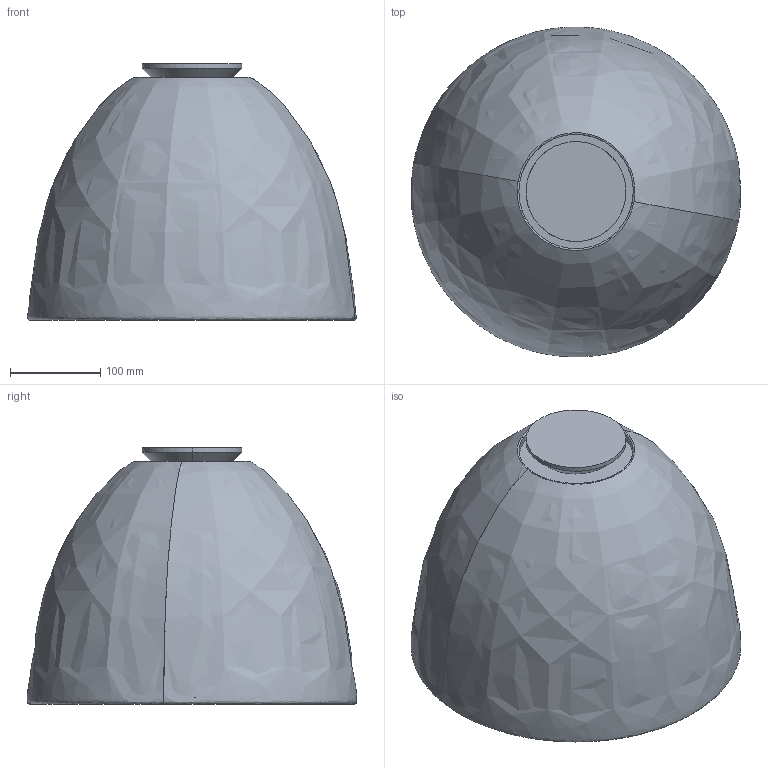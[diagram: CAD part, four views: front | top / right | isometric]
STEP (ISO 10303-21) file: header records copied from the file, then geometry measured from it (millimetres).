
FILE_DESCRIPTION(/* description */ (''),/* implementation_level */ '2;1');
FILE_NAME(/* name */ 'nur mini plafone',/* time_stamp */ '2013-12-13T09:49:01+01:00',/* author */ (''),/* organization */ (''),/* preprocessor_version */ 'ST-DEVELOPER v10',/* originating_system */ '',/* authorisation */ '');
FILE_SCHEMA (('AUTOMOTIVE_DESIGN'));
Length unit declared in the file: millimetre
Products named in the file (1): 1
Bounding box: 364.55 x 365.42 x 284.04 mm (x, y, z)
Volume: 662243.5 mm3; surface area: 843895.6 mm2
Topology: 2 solids, 3 shells, 33 faces, 82 edges, 49 vertices
Faces by surface type: bspline 28, plane 5
Entity records: 2055 total; most frequent: CARTESIAN_POINT 1578, ORIENTED_EDGE 154, EDGE_CURVE 78, VERTEX_POINT 50, EDGE_LOOP 34, ADVANCED_FACE 33, FACE_OUTER_BOUND 33, B_SPLINE_CURVE_WITH_KNOTS 17
